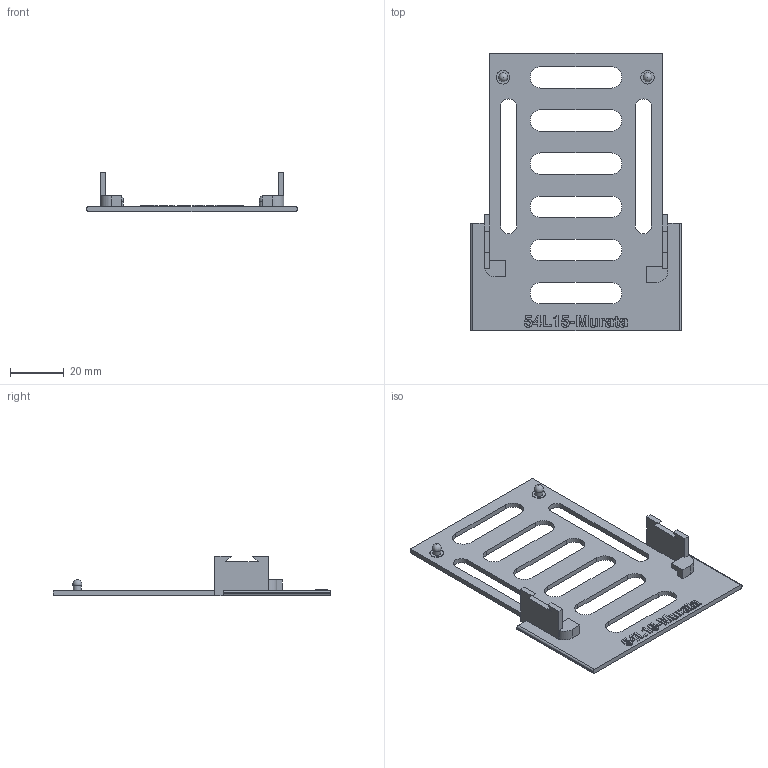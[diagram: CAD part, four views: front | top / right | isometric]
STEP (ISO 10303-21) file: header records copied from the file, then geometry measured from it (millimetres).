
FILE_DESCRIPTION(('Open CASCADE Model'),'2;1');
FILE_NAME('Open CASCADE Shape Model','2025-05-19T13:07:10',('Author'),( 'Open CASCADE'),'Open CASCADE STEP processor 7.7','Open CASCADE 7.7' ,'Unknown');
FILE_SCHEMA(('AUTOMOTIVE_DESIGN { 1 0 10303 214 1 1 1 1 }'));
Length unit declared in the file: millimetre
Products named in the file (1): Open CASCADE STEP translator 7.7 62
Bounding box: 78 x 103 x 14.5 mm (x, y, z)
Volume: 10560 mm3; surface area: 13373.3 mm2
Topology: 1 solids, 1 shells, 291 faces, 812 edges, 540 vertices
Faces by surface type: plane 170, extrusion 93, cylinder 26, sphere 2
Full cylindrical faces by diameter (mm): 3 x2, 5 x2
Entity records: 19966 total; most frequent: CARTESIAN_POINT 4252, DIRECTION 2593, VECTOR 2047, LINE 1954, ORIENTED_EDGE 1620, PCURVE 1620, DEFINITIONAL_REPRESENTATION 1620, EDGE_CURVE 810
